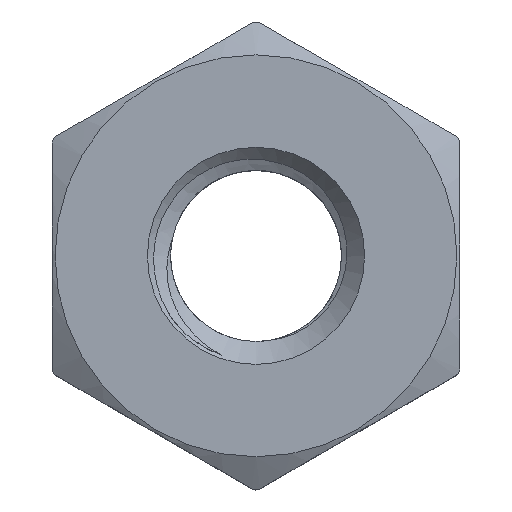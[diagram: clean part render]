
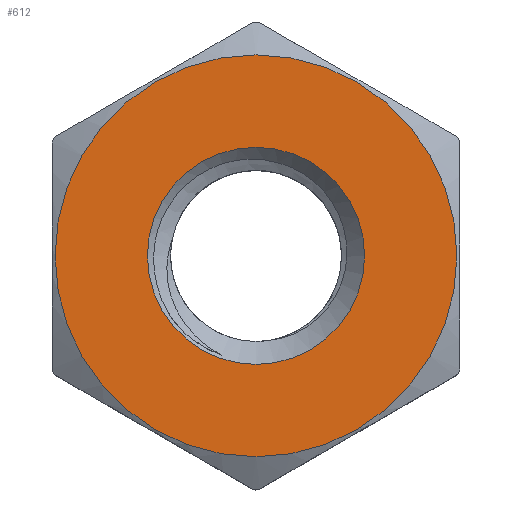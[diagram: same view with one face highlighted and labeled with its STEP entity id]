
A CAD part, top view. The second image highlights one B-rep face of the part: STEP entity #612.
In plain terms, the highlighted planar face has unit normal (0, 0, 1).
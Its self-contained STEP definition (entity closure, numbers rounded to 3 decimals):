
#16=FACE_BOUND('',#123,.T.);
#36=PLANE('',#670);
#47=CIRCLE('',#643,1.333);
#48=CIRCLE('',#644,1.333);
#54=CIRCLE('',#659,2.467);
#55=CIRCLE('',#660,2.467);
#88=FACE_OUTER_BOUND('',#122,.T.);
#122=EDGE_LOOP('',(#557,#558));
#123=EDGE_LOOP('',(#559,#560));
#245=VERTEX_POINT('',#1036);
#246=VERTEX_POINT('',#1037);
#273=VERTEX_POINT('',#1893);
#274=VERTEX_POINT('',#1894);
#314=EDGE_CURVE('',#245,#246,#47,.T.);
#315=EDGE_CURVE('',#246,#245,#48,.T.);
#357=EDGE_CURVE('',#273,#274,#54,.T.);
#358=EDGE_CURVE('',#274,#273,#55,.T.);
#557=ORIENTED_EDGE('',*,*,#357,.T.);
#558=ORIENTED_EDGE('',*,*,#358,.T.);
#559=ORIENTED_EDGE('',*,*,#314,.T.);
#560=ORIENTED_EDGE('',*,*,#315,.T.);
#612=ADVANCED_FACE('',(#88,#16),#36,.T.);
#643=AXIS2_PLACEMENT_3D('',#1038,#716,#717);
#644=AXIS2_PLACEMENT_3D('',#1039,#718,#719);
#659=AXIS2_PLACEMENT_3D('',#1895,#758,#759);
#660=AXIS2_PLACEMENT_3D('',#1896,#760,#761);
#670=AXIS2_PLACEMENT_3D('',#2094,#787,#788);
#716=DIRECTION('center_axis',(0.,0.,-1.));
#717=DIRECTION('ref_axis',(0.,1.,0.));
#718=DIRECTION('center_axis',(0.,0.,-1.));
#719=DIRECTION('ref_axis',(0.,1.,0.));
#758=DIRECTION('center_axis',(0.,0.,1.));
#759=DIRECTION('ref_axis',(0.,1.,0.));
#760=DIRECTION('center_axis',(0.,0.,1.));
#761=DIRECTION('ref_axis',(0.,1.,0.));
#787=DIRECTION('center_axis',(0.,0.,1.));
#788=DIRECTION('ref_axis',(1.,0.,0.));
#1036=CARTESIAN_POINT('',(0.,1.333,1.));
#1037=CARTESIAN_POINT('',(0.,-1.333,1.));
#1038=CARTESIAN_POINT('Origin',(0.,0.,1.));
#1039=CARTESIAN_POINT('Origin',(0.,0.,1.));
#1893=CARTESIAN_POINT('',(0.,2.467,1.));
#1894=CARTESIAN_POINT('',(0.,-2.467,1.));
#1895=CARTESIAN_POINT('Origin',(0.,0.,1.));
#1896=CARTESIAN_POINT('Origin',(0.,0.,1.));
#2094=CARTESIAN_POINT('Origin',(0.,0.,1.));
